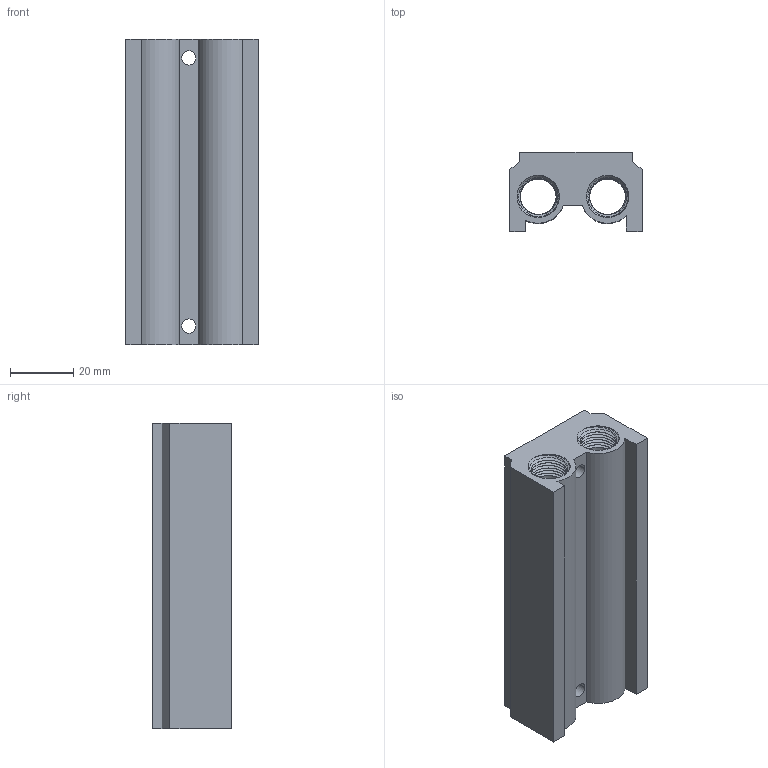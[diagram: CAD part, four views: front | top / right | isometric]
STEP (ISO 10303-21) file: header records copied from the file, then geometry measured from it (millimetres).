
FILE_DESCRIPTION (( 'STEP AP203' ), '1' );
FILE_NAME ('mf2300-m04.STEP', '2013-02-04T05:20:42', ( '' ), ( '' ), 'SwSTEP 2.0', 'SolidWorks 2008', '' );
FILE_SCHEMA (( 'CONFIG_CONTROL_DESIGN' ));
Length unit declared in the file: millimetre
Products named in the file (1): mf2300-m04
Bounding box: 42 x 25 x 97 mm (x, y, z)
Volume: 58272 mm3; surface area: 26505.1 mm2
Topology: 1 solids, 1 shells, 184 faces, 498 edges, 324 vertices
Faces by surface type: cylinder 110, plane 42, cone 16, bspline 16
Entity records: 11923 total; most frequent: CARTESIAN_POINT 7619, ORIENTED_EDGE 996, DIRECTION 776, EDGE_CURVE 498, VERTEX_POINT 324, AXIS2_PLACEMENT_3D 293, EDGE_LOOP 216, VECTOR 190
